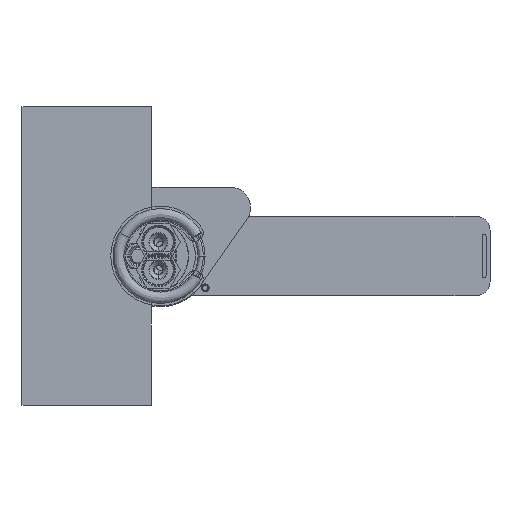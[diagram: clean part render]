
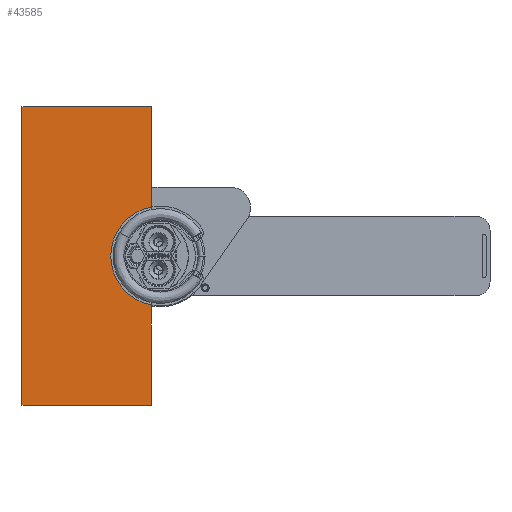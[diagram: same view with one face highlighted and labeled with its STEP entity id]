
A CAD part, front view. The second image highlights one B-rep face of the part: STEP entity #43585.
In plain terms, the highlighted face is planar.
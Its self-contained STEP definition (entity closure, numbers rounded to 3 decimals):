
#4418 = VERTEX_POINT ( 'NONE', #49683 ) ;
#5239 = VECTOR ( 'NONE', #43933, 1000. ) ;
#5756 = ORIENTED_EDGE ( 'NONE', *, *, #19431, .F. ) ;
#9426 = EDGE_CURVE ( 'NONE', #53273, #61253, #64058, .T. ) ;
#9646 = CARTESIAN_POINT ( 'NONE',  ( 17.5, 0., 0. ) ) ;
#10394 = EDGE_LOOP ( 'NONE', ( #51474, #24670, #11305, #13683, #5756, #30055 ) ) ;
#11305 = ORIENTED_EDGE ( 'NONE', *, *, #13691, .F. ) ;
#12225 = DIRECTION ( 'NONE',  ( 1., 0., 0. ) ) ;
#12305 = VECTOR ( 'NONE', #47265, 1000. ) ;
#13683 = ORIENTED_EDGE ( 'NONE', *, *, #16397, .F. ) ;
#13691 = EDGE_CURVE ( 'NONE', #15210, #4418, #41881, .T. ) ;
#14765 = CARTESIAN_POINT ( 'NONE',  ( -75., 65., 0. ) ) ;
#15210 = VERTEX_POINT ( 'NONE', #16345 ) ;
#16345 = CARTESIAN_POINT ( 'NONE',  ( 75., 0., 0. ) ) ;
#16397 = EDGE_CURVE ( 'NONE', #63358, #15210, #35455, .T. ) ;
#18096 = CARTESIAN_POINT ( 'NONE',  ( 75., 0., 0. ) ) ;
#18719 = CARTESIAN_POINT ( 'NONE',  ( 0., 65., 0. ) ) ;
#18914 = CARTESIAN_POINT ( 'NONE',  ( -75., 0., 0. ) ) ;
#19268 = LINE ( 'NONE', #18719, #5239 ) ;
#19431 = EDGE_CURVE ( 'NONE', #61253, #63358, #22591, .T. ) ;
#20594 = DIRECTION ( 'NONE',  ( 1., 0., 0. ) ) ;
#22172 = VECTOR ( 'NONE', #20594, 1000. ) ;
#22186 = CARTESIAN_POINT ( 'NONE',  ( 0., 0., 0. ) ) ;
#22591 = CIRCLE ( 'NONE', #23892, 17.5 ) ;
#23892 = AXIS2_PLACEMENT_3D ( 'NONE', #22186, #57260, #42634 ) ;
#24495 = DIRECTION ( 'NONE',  ( 1., 0., 0. ) ) ;
#24670 = ORIENTED_EDGE ( 'NONE', *, *, #61410, .F. ) ;
#27198 = VERTEX_POINT ( 'NONE', #14765 ) ;
#30055 = ORIENTED_EDGE ( 'NONE', *, *, #9426, .F. ) ;
#32881 = CARTESIAN_POINT ( 'NONE',  ( -17.5, 0., 0. ) ) ;
#34957 = DIRECTION ( 'NONE',  ( 0., 0., 1. ) ) ;
#35455 = LINE ( 'NONE', #45372, #22172 ) ;
#37058 = CARTESIAN_POINT ( 'NONE',  ( 0., 0., 0. ) ) ;
#41796 = EDGE_CURVE ( 'NONE', #27198, #53273, #45880, .T. ) ;
#41881 = LINE ( 'NONE', #18096, #12305 ) ;
#42634 = DIRECTION ( 'NONE',  ( 1., 0., 0. ) ) ;
#43585 = ADVANCED_FACE ( 'NONE', ( #52866 ), #54794, .F. ) ;
#43933 = DIRECTION ( 'NONE',  ( -1., 0., 0. ) ) ;
#45144 = VECTOR ( 'NONE', #53729, 1000. ) ;
#45372 = CARTESIAN_POINT ( 'NONE',  ( 0., 0., 0. ) ) ;
#45880 = LINE ( 'NONE', #18914, #45144 ) ;
#47265 = DIRECTION ( 'NONE',  ( 0., 1., 0. ) ) ;
#49683 = CARTESIAN_POINT ( 'NONE',  ( 75., 65., 0. ) ) ;
#49864 = AXIS2_PLACEMENT_3D ( 'NONE', #59121, #34957, #24495 ) ;
#51474 = ORIENTED_EDGE ( 'NONE', *, *, #41796, .F. ) ;
#51895 = CARTESIAN_POINT ( 'NONE',  ( -75., 0., 0. ) ) ;
#52866 = FACE_OUTER_BOUND ( 'NONE', #10394, .T. ) ;
#53273 = VERTEX_POINT ( 'NONE', #51895 ) ;
#53729 = DIRECTION ( 'NONE',  ( 0., -1., 0. ) ) ;
#54794 = PLANE ( 'NONE',  #49864 ) ;
#57260 = DIRECTION ( 'NONE',  ( 0., 0., -1. ) ) ;
#59121 = CARTESIAN_POINT ( 'NONE',  ( 0., 0., 0. ) ) ;
#60950 = VECTOR ( 'NONE', #12225, 1000. ) ;
#61253 = VERTEX_POINT ( 'NONE', #32881 ) ;
#61410 = EDGE_CURVE ( 'NONE', #4418, #27198, #19268, .T. ) ;
#63358 = VERTEX_POINT ( 'NONE', #9646 ) ;
#64058 = LINE ( 'NONE', #37058, #60950 ) ;
